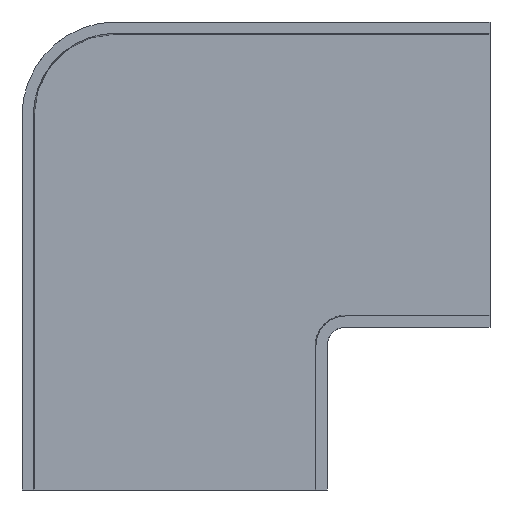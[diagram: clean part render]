
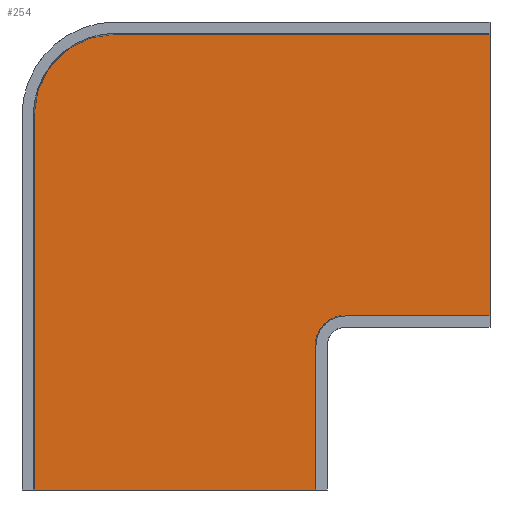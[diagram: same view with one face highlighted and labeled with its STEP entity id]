
A CAD part, front view. The second image highlights one B-rep face of the part: STEP entity #254.
In plain terms, the highlighted planar face has unit normal (0, -1, 0).
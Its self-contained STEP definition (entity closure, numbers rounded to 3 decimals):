
#4 = CARTESIAN_POINT ( 'NONE',  ( 9.55, 4.65, -6.26 ) ) ;
#15 = CARTESIAN_POINT ( 'NONE',  ( 6.26, 4.65, -24.95 ) ) ;
#18 = PLANE ( 'NONE',  #152 ) ;
#34 = CARTESIAN_POINT ( 'NONE',  ( 24.95, 4.65, -6.26 ) ) ;
#40 = VECTOR ( 'NONE', #211, 1000. ) ;
#48 = DIRECTION ( 'NONE',  ( 0., 0., 1. ) ) ;
#49 = DIRECTION ( 'NONE',  ( -1., 0., 0. ) ) ;
#51 = DIRECTION ( 'NONE',  ( 0., 1., 0. ) ) ;
#54 = LINE ( 'NONE', #203, #40 ) ;
#55 = CARTESIAN_POINT ( 'NONE',  ( -15.05, 4.65, 15.05 ) ) ;
#66 = DIRECTION ( 'NONE',  ( 0., 0., -1. ) ) ;
#70 = LINE ( 'NONE', #221, #93 ) ;
#72 = DIRECTION ( 'NONE',  ( 0., -1., 0. ) ) ;
#73 = CARTESIAN_POINT ( 'NONE',  ( -15.05, 4.65, 23.76 ) ) ;
#76 = CARTESIAN_POINT ( 'NONE',  ( -15.05, 4.65, 15.05 ) ) ;
#88 = VERTEX_POINT ( 'NONE', #519 ) ;
#93 = VECTOR ( 'NONE', #209, 1000. ) ;
#95 = DIRECTION ( 'NONE',  ( 0., 0., 1. ) ) ;
#112 = VECTOR ( 'NONE', #578, 1000. ) ;
#122 = LINE ( 'NONE', #597, #112 ) ;
#126 = CARTESIAN_POINT ( 'NONE',  ( -23.76, 4.65, -24.95 ) ) ;
#128 = EDGE_CURVE ( 'NONE', #584, #351, #239, .T. ) ;
#152 = AXIS2_PLACEMENT_3D ( 'NONE', #76, #606, #319 ) ;
#185 = EDGE_CURVE ( 'NONE', #580, #481, #235, .T. ) ;
#188 = VECTOR ( 'NONE', #502, 1000. ) ;
#190 = LINE ( 'NONE', #524, #188 ) ;
#191 = AXIS2_PLACEMENT_3D ( 'NONE', #453, #72, #95 ) ;
#203 = CARTESIAN_POINT ( 'NONE',  ( 24.95, 4.65, -6.26 ) ) ;
#209 = DIRECTION ( 'NONE',  ( 0., 0., -1. ) ) ;
#211 = DIRECTION ( 'NONE',  ( -1., 0., 0. ) ) ;
#221 = CARTESIAN_POINT ( 'NONE',  ( 6.26, 4.65, -9.55 ) ) ;
#223 = FACE_OUTER_BOUND ( 'NONE', #357, .T. ) ;
#225 = VECTOR ( 'NONE', #49, 1000. ) ;
#227 = VERTEX_POINT ( 'NONE', #73 ) ;
#235 = LINE ( 'NONE', #518, #225 ) ;
#239 = CIRCLE ( 'NONE', #191, 3.29 ) ;
#254 = ADVANCED_FACE ( 'NONE', ( #223 ), #18, .F. ) ;
#263 = CARTESIAN_POINT ( 'NONE',  ( 6.26, 4.65, -9.55 ) ) ;
#267 = VERTEX_POINT ( 'NONE', #598 ) ;
#272 = EDGE_CURVE ( 'NONE', #481, #267, #122, .T. ) ;
#307 = EDGE_CURVE ( 'NONE', #227, #88, #190, .T. ) ;
#319 = DIRECTION ( 'NONE',  ( 0., 0., 1. ) ) ;
#351 = VERTEX_POINT ( 'NONE', #263 ) ;
#357 = EDGE_LOOP ( 'NONE', ( #422, #423, #427, #363, #365, #433, #434, #435 ) ) ;
#363 = ORIENTED_EDGE ( 'NONE', *, *, #398, .F. ) ;
#365 = ORIENTED_EDGE ( 'NONE', *, *, #509, .F. ) ;
#376 = CIRCLE ( 'NONE', #493, 8.71 ) ;
#392 = EDGE_CURVE ( 'NONE', #351, #580, #70, .T. ) ;
#398 = EDGE_CURVE ( 'NONE', #571, #584, #54, .T. ) ;
#422 = ORIENTED_EDGE ( 'NONE', *, *, #185, .F. ) ;
#423 = ORIENTED_EDGE ( 'NONE', *, *, #392, .F. ) ;
#425 = CARTESIAN_POINT ( 'NONE',  ( 24.95, 4.65, 24.95 ) ) ;
#427 = ORIENTED_EDGE ( 'NONE', *, *, #128, .F. ) ;
#433 = ORIENTED_EDGE ( 'NONE', *, *, #307, .F. ) ;
#434 = ORIENTED_EDGE ( 'NONE', *, *, #513, .F. ) ;
#435 = ORIENTED_EDGE ( 'NONE', *, *, #272, .F. ) ;
#453 = CARTESIAN_POINT ( 'NONE',  ( 9.55, 4.65, -9.55 ) ) ;
#462 = LINE ( 'NONE', #425, #579 ) ;
#481 = VERTEX_POINT ( 'NONE', #126 ) ;
#493 = AXIS2_PLACEMENT_3D ( 'NONE', #55, #51, #48 ) ;
#502 = DIRECTION ( 'NONE',  ( 1., 0., 0. ) ) ;
#509 = EDGE_CURVE ( 'NONE', #88, #571, #462, .T. ) ;
#513 = EDGE_CURVE ( 'NONE', #267, #227, #376, .T. ) ;
#518 = CARTESIAN_POINT ( 'NONE',  ( 7.45, 4.65, -24.95 ) ) ;
#519 = CARTESIAN_POINT ( 'NONE',  ( 24.95, 4.65, 23.76 ) ) ;
#524 = CARTESIAN_POINT ( 'NONE',  ( 24.95, 4.65, 23.76 ) ) ;
#571 = VERTEX_POINT ( 'NONE', #34 ) ;
#578 = DIRECTION ( 'NONE',  ( 0., 0., 1. ) ) ;
#579 = VECTOR ( 'NONE', #66, 1000. ) ;
#580 = VERTEX_POINT ( 'NONE', #15 ) ;
#584 = VERTEX_POINT ( 'NONE', #4 ) ;
#597 = CARTESIAN_POINT ( 'NONE',  ( -23.76, 4.65, 15.05 ) ) ;
#598 = CARTESIAN_POINT ( 'NONE',  ( -23.76, 4.65, 15.05 ) ) ;
#606 = DIRECTION ( 'NONE',  ( 0., 1., 0. ) ) ;
